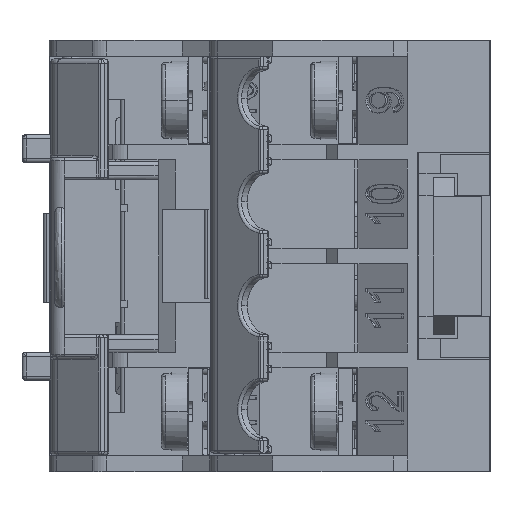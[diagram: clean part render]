
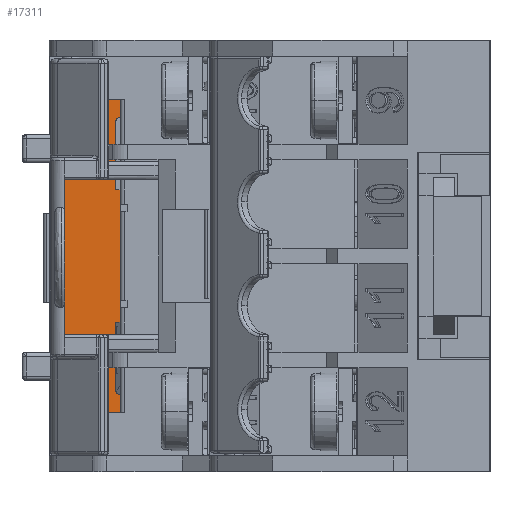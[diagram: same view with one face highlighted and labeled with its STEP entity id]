
A CAD part, left-side view. The second image highlights one B-rep face of the part: STEP entity #17311.
In plain terms, the highlighted planar face has unit normal (-1, 0, 0).
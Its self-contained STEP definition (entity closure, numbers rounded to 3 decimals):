
#35 = LINE ( 'NONE', #37393, #19900 ) ;
#1602 = LINE ( 'NONE', #74509, #24519 ) ;
#1746 = CARTESIAN_POINT ( 'NONE',  ( 12.9, 10.5, 0.25 ) ) ;
#3903 = VERTEX_POINT ( 'NONE', #86965 ) ;
#4380 = VERTEX_POINT ( 'NONE', #123712 ) ;
#5598 = CARTESIAN_POINT ( 'NONE',  ( 12.9, 10.5, -4.15 ) ) ;
#5701 = EDGE_CURVE ( 'NONE', #95733, #12209, #8710, .T. ) ;
#6790 = VERTEX_POINT ( 'NONE', #15247 ) ;
#6932 = ORIENTED_EDGE ( 'NONE', *, *, #64664, .T. ) ;
#7163 = CARTESIAN_POINT ( 'NONE',  ( 12.9, 15., 11.5 ) ) ;
#7727 = EDGE_CURVE ( 'NONE', #28836, #76459, #16841, .T. ) ;
#8710 = LINE ( 'NONE', #28597, #57627 ) ;
#9223 = VECTOR ( 'NONE', #57542, 1000. ) ;
#9471 = EDGE_CURVE ( 'NONE', #76459, #89285, #16628, .T. ) ;
#10147 = ORIENTED_EDGE ( 'NONE', *, *, #9471, .T. ) ;
#10276 = VERTEX_POINT ( 'NONE', #27296 ) ;
#10788 = DIRECTION ( 'NONE',  ( 0., 0., 1. ) ) ;
#12209 = VERTEX_POINT ( 'NONE', #23770 ) ;
#12321 = LINE ( 'NONE', #47700, #9223 ) ;
#12836 = LINE ( 'NONE', #24129, #55647 ) ;
#13738 = VECTOR ( 'NONE', #45396, 1000. ) ;
#13935 = ORIENTED_EDGE ( 'NONE', *, *, #112452, .T. ) ;
#15247 = CARTESIAN_POINT ( 'NONE',  ( 12.9, 10., -4.65 ) ) ;
#15812 = DIRECTION ( 'NONE',  ( 0., 0., 1. ) ) ;
#15924 = LINE ( 'NONE', #91329, #64857 ) ;
#16628 = LINE ( 'NONE', #22822, #39474 ) ;
#16636 = CARTESIAN_POINT ( 'NONE',  ( 12.9, 10.5, 11.5 ) ) ;
#16724 = ORIENTED_EDGE ( 'NONE', *, *, #47195, .T. ) ;
#16841 = LINE ( 'NONE', #1746, #19856 ) ;
#17285 = VERTEX_POINT ( 'NONE', #16636 ) ;
#17311 = ADVANCED_FACE ( 'NONE', ( #19219 ), #85406, .T. ) ;
#19219 = FACE_OUTER_BOUND ( 'NONE', #72788, .T. ) ;
#19856 = VECTOR ( 'NONE', #109063, 1000. ) ;
#19900 = VECTOR ( 'NONE', #57088, 1000. ) ;
#20610 = VECTOR ( 'NONE', #122848, 1000. ) ;
#20783 = ORIENTED_EDGE ( 'NONE', *, *, #92426, .T. ) ;
#21275 = DIRECTION ( 'NONE',  ( 0., 1., 0. ) ) ;
#22822 = CARTESIAN_POINT ( 'NONE',  ( 12.9, 10.5, 4.15 ) ) ;
#23770 = CARTESIAN_POINT ( 'NONE',  ( 12.9, 10., -0.25 ) ) ;
#24129 = CARTESIAN_POINT ( 'NONE',  ( 12.9, 10., -4.65 ) ) ;
#24519 = VECTOR ( 'NONE', #113455, 1000. ) ;
#25126 = EDGE_CURVE ( 'NONE', #52444, #28836, #12321, .T. ) ;
#27296 = CARTESIAN_POINT ( 'NONE',  ( 12.9, 10.5, 4.65 ) ) ;
#28597 = CARTESIAN_POINT ( 'NONE',  ( 12.9, 10.5, -0.25 ) ) ;
#28836 = VERTEX_POINT ( 'NONE', #69920 ) ;
#30027 = CARTESIAN_POINT ( 'NONE',  ( 12.9, 10.5, -4.15 ) ) ;
#31820 = ORIENTED_EDGE ( 'NONE', *, *, #90899, .T. ) ;
#34511 = EDGE_CURVE ( 'NONE', #72625, #45162, #39678, .T. ) ;
#34749 = CARTESIAN_POINT ( 'NONE',  ( 12.9, 10.5, 11.5 ) ) ;
#36629 = CARTESIAN_POINT ( 'NONE',  ( 12.9, 10., -4.15 ) ) ;
#37393 = CARTESIAN_POINT ( 'NONE',  ( 12.9, 10.5, 4.65 ) ) ;
#39474 = VECTOR ( 'NONE', #81408, 1000. ) ;
#39678 = LINE ( 'NONE', #84305, #13738 ) ;
#39759 = AXIS2_PLACEMENT_3D ( 'NONE', #65753, #124307, #105132 ) ;
#40997 = CARTESIAN_POINT ( 'NONE',  ( 12.9, 10.5, -11.5 ) ) ;
#42057 = EDGE_CURVE ( 'NONE', #3903, #10276, #69275, .T. ) ;
#42791 = VECTOR ( 'NONE', #15812, 1000. ) ;
#43238 = VECTOR ( 'NONE', #21275, 1000. ) ;
#45162 = VERTEX_POINT ( 'NONE', #30027 ) ;
#45396 = DIRECTION ( 'NONE',  ( 0., 1., 0. ) ) ;
#47195 = EDGE_CURVE ( 'NONE', #89285, #3903, #1602, .T. ) ;
#47700 = CARTESIAN_POINT ( 'NONE',  ( 12.9, 10., 0.25 ) ) ;
#49634 = CARTESIAN_POINT ( 'NONE',  ( 12.9, 10., -0.25 ) ) ;
#51068 = CARTESIAN_POINT ( 'NONE',  ( 12.9, 15.5, -11.5 ) ) ;
#52387 = DIRECTION ( 'NONE',  ( 0., -1., 0. ) ) ;
#52444 = VERTEX_POINT ( 'NONE', #70571 ) ;
#55647 = VECTOR ( 'NONE', #122068, 1000. ) ;
#56538 = ORIENTED_EDGE ( 'NONE', *, *, #7727, .T. ) ;
#57088 = DIRECTION ( 'NONE',  ( 0., 0., 1. ) ) ;
#57542 = DIRECTION ( 'NONE',  ( 0., 1., 0. ) ) ;
#57627 = VECTOR ( 'NONE', #87189, 1000. ) ;
#61353 = ORIENTED_EDGE ( 'NONE', *, *, #98636, .T. ) ;
#64664 = EDGE_CURVE ( 'NONE', #12209, #52444, #114791, .T. ) ;
#64857 = VECTOR ( 'NONE', #52387, 1000. ) ;
#65753 = CARTESIAN_POINT ( 'NONE',  ( 12.9, 15.5, -11.5 ) ) ;
#67940 = CARTESIAN_POINT ( 'NONE',  ( 12.9, 15., -11.5 ) ) ;
#68432 = LINE ( 'NONE', #67940, #117423 ) ;
#68837 = LINE ( 'NONE', #5598, #42791 ) ;
#69275 = LINE ( 'NONE', #118825, #43238 ) ;
#69920 = CARTESIAN_POINT ( 'NONE',  ( 12.9, 10.5, 0.25 ) ) ;
#70571 = CARTESIAN_POINT ( 'NONE',  ( 12.9, 10., 0.25 ) ) ;
#72625 = VERTEX_POINT ( 'NONE', #36629 ) ;
#72642 = LINE ( 'NONE', #34749, #20610 ) ;
#72788 = EDGE_LOOP ( 'NONE', ( #79606, #82810, #61353, #20783, #109402, #13935, #92493, #31820, #124396, #6932, #83241, #56538, #10147, #16724, #116751, #90362 ) ) ;
#74509 = CARTESIAN_POINT ( 'NONE',  ( 12.9, 10., 4.15 ) ) ;
#76459 = VERTEX_POINT ( 'NONE', #89672 ) ;
#79606 = ORIENTED_EDGE ( 'NONE', *, *, #94352, .T. ) ;
#81408 = DIRECTION ( 'NONE',  ( 0., -1., 0. ) ) ;
#82418 = VERTEX_POINT ( 'NONE', #83960 ) ;
#82810 = ORIENTED_EDGE ( 'NONE', *, *, #85036, .T. ) ;
#83241 = ORIENTED_EDGE ( 'NONE', *, *, #25126, .T. ) ;
#83315 = CARTESIAN_POINT ( 'NONE',  ( 12.9, 10., 4.15 ) ) ;
#83960 = CARTESIAN_POINT ( 'NONE',  ( 12.9, 15., -11.5 ) ) ;
#84305 = CARTESIAN_POINT ( 'NONE',  ( 12.9, 10., -4.15 ) ) ;
#85036 = EDGE_CURVE ( 'NONE', #106917, #82418, #68432, .T. ) ;
#85406 = PLANE ( 'NONE',  #39759 ) ;
#86965 = CARTESIAN_POINT ( 'NONE',  ( 12.9, 10., 4.65 ) ) ;
#87189 = DIRECTION ( 'NONE',  ( 0., -1., 0. ) ) ;
#88741 = VECTOR ( 'NONE', #10788, 1000. ) ;
#89285 = VERTEX_POINT ( 'NONE', #83315 ) ;
#89672 = CARTESIAN_POINT ( 'NONE',  ( 12.9, 10.5, 4.15 ) ) ;
#90362 = ORIENTED_EDGE ( 'NONE', *, *, #106995, .T. ) ;
#90899 = EDGE_CURVE ( 'NONE', #45162, #95733, #68837, .T. ) ;
#91329 = CARTESIAN_POINT ( 'NONE',  ( 12.9, 10.5, -4.65 ) ) ;
#92426 = EDGE_CURVE ( 'NONE', #106054, #4380, #123561, .T. ) ;
#92493 = ORIENTED_EDGE ( 'NONE', *, *, #34511, .T. ) ;
#94352 = EDGE_CURVE ( 'NONE', #17285, #106917, #72642, .T. ) ;
#95410 = DIRECTION ( 'NONE',  ( 0., 0., 1. ) ) ;
#95733 = VERTEX_POINT ( 'NONE', #107153 ) ;
#97454 = DIRECTION ( 'NONE',  ( 0., 0., -1. ) ) ;
#97561 = VECTOR ( 'NONE', #95410, 1000. ) ;
#98636 = EDGE_CURVE ( 'NONE', #82418, #106054, #106446, .T. ) ;
#105132 = DIRECTION ( 'NONE',  ( 0., 0., -1. ) ) ;
#106054 = VERTEX_POINT ( 'NONE', #40997 ) ;
#106446 = LINE ( 'NONE', #51068, #126239 ) ;
#106917 = VERTEX_POINT ( 'NONE', #7163 ) ;
#106995 = EDGE_CURVE ( 'NONE', #10276, #17285, #35, .T. ) ;
#107153 = CARTESIAN_POINT ( 'NONE',  ( 12.9, 10.5, -0.25 ) ) ;
#109063 = DIRECTION ( 'NONE',  ( 0., 0., 1. ) ) ;
#109402 = ORIENTED_EDGE ( 'NONE', *, *, #112364, .T. ) ;
#112364 = EDGE_CURVE ( 'NONE', #4380, #6790, #15924, .T. ) ;
#112452 = EDGE_CURVE ( 'NONE', #6790, #72625, #12836, .T. ) ;
#113455 = DIRECTION ( 'NONE',  ( 0., 0., 1. ) ) ;
#114791 = LINE ( 'NONE', #49634, #88741 ) ;
#116751 = ORIENTED_EDGE ( 'NONE', *, *, #42057, .T. ) ;
#117423 = VECTOR ( 'NONE', #97454, 1000. ) ;
#118825 = CARTESIAN_POINT ( 'NONE',  ( 12.9, 10., 4.65 ) ) ;
#119520 = DIRECTION ( 'NONE',  ( 0., -1., 0. ) ) ;
#122068 = DIRECTION ( 'NONE',  ( 0., 0., 1. ) ) ;
#122848 = DIRECTION ( 'NONE',  ( 0., 1., 0. ) ) ;
#123561 = LINE ( 'NONE', #124439, #97561 ) ;
#123712 = CARTESIAN_POINT ( 'NONE',  ( 12.9, 10.5, -4.65 ) ) ;
#124307 = DIRECTION ( 'NONE',  ( -1., 0., 0. ) ) ;
#124396 = ORIENTED_EDGE ( 'NONE', *, *, #5701, .T. ) ;
#124439 = CARTESIAN_POINT ( 'NONE',  ( 12.9, 10.5, -11.5 ) ) ;
#126239 = VECTOR ( 'NONE', #119520, 1000. ) ;
